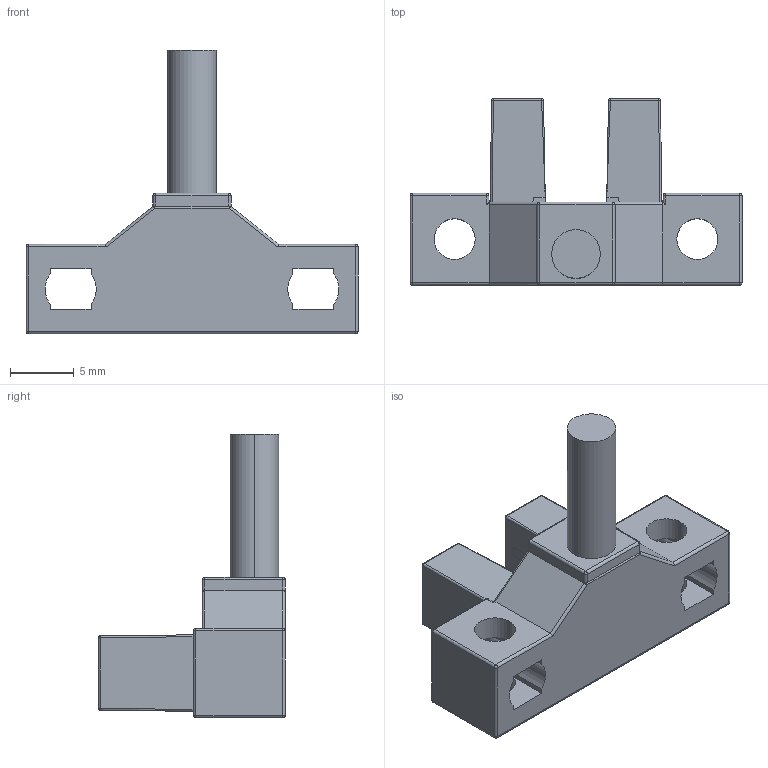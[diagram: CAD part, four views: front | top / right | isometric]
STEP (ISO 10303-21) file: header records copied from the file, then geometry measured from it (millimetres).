
FILE_DESCRIPTION((''),'2;1');
FILE_NAME('240180_SM01_ASM','2024-08-08T09:11:17',('banengservice'),('BANNER ENGINEERING'),'CREO PARAMETRIC BY PTC INC, 2022414','CREO PARAMETRIC BY PTC INC, 2022414','');
FILE_SCHEMA(('CONFIG_CONTROL_DESIGN'));
Length unit declared in the file: millimetre
Products named in the file (2): 240180_EP02; 240180_SM01_ASM
Assembly tree (1 placements, depth 2):
  240180_SM01_ASM
    240180_EP02
Bounding box: 26 x 14.6 x 22.2 mm (x, y, z)
Volume: 1728.9 mm3; surface area: 2022.9 mm2
Topology: 1 solids, 2 shells, 498 faces, 1253 edges, 755 vertices
Faces by surface type: plane 359, cylinder 94, sphere 29, bspline 8, cone 6, torus 2
Entity records: 15360 total; most frequent: CARTESIAN_POINT 3594, ORIENTED_EDGE 2498, DIRECTION 2275, EDGE_CURVE 1249, VECTOR 1035, LINE 1035, VERTEX_POINT 755, AXIS2_PLACEMENT_3D 620
